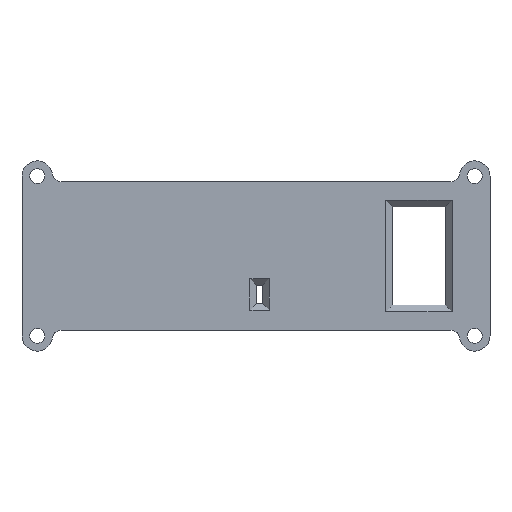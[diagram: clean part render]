
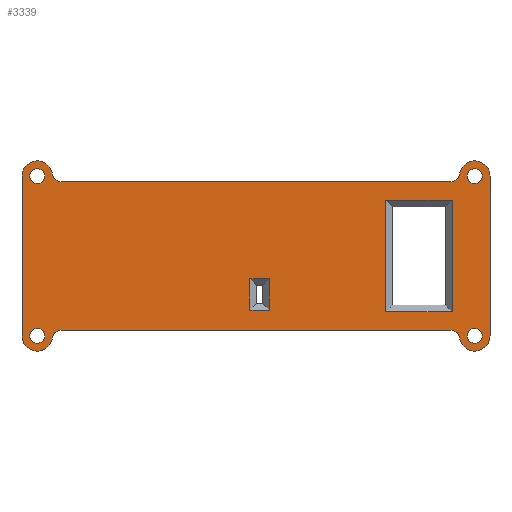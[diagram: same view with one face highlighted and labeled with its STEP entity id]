
A CAD part, top view. The second image highlights one B-rep face of the part: STEP entity #3339.
In plain terms, the highlighted planar face has unit normal (0, 0, 1).
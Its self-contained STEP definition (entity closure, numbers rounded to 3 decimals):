
#239=FACE_BOUND('',#523,.T.);
#240=FACE_BOUND('',#524,.T.);
#241=FACE_BOUND('',#525,.T.);
#242=FACE_BOUND('',#526,.T.);
#243=FACE_BOUND('',#527,.T.);
#244=FACE_BOUND('',#528,.T.);
#269=CIRCLE('',#3547,2.);
#270=CIRCLE('',#3548,3.5);
#271=CIRCLE('',#3549,3.5);
#272=CIRCLE('',#3550,2.);
#273=CIRCLE('',#3551,2.);
#274=CIRCLE('',#3552,3.5);
#275=CIRCLE('',#3553,3.5);
#276=CIRCLE('',#3554,2.);
#277=CIRCLE('',#3555,1.7);
#278=CIRCLE('',#3556,1.7);
#279=CIRCLE('',#3557,1.7);
#280=CIRCLE('',#3558,1.7);
#329=FACE_OUTER_BOUND('',#522,.T.);
#522=EDGE_LOOP('',(#2246,#2247,#2248,#2249,#2250,#2251,#2252,#2253,#2254,
#2255,#2256,#2257));
#523=EDGE_LOOP('',(#2258));
#524=EDGE_LOOP('',(#2259));
#525=EDGE_LOOP('',(#2260));
#526=EDGE_LOOP('',(#2261));
#527=EDGE_LOOP('',(#2262,#2263,#2264,#2265));
#528=EDGE_LOOP('',(#2266,#2267,#2268,#2269));
#739=LINE('',#4414,#1061);
#744=LINE('',#4424,#1066);
#746=LINE('',#4428,#1068);
#749=LINE('',#4433,#1071);
#756=LINE('',#4452,#1078);
#757=LINE('',#4458,#1079);
#758=LINE('',#4464,#1080);
#759=LINE('',#4469,#1081);
#760=LINE('',#4480,#1082);
#761=LINE('',#4482,#1083);
#762=LINE('',#4484,#1084);
#763=LINE('',#4485,#1085);
#1061=VECTOR('',#3726,10.);
#1066=VECTOR('',#3733,10.);
#1068=VECTOR('',#3737,10.);
#1071=VECTOR('',#3742,10.);
#1078=VECTOR('',#3759,10.);
#1079=VECTOR('',#3764,10.);
#1080=VECTOR('',#3769,10.);
#1081=VECTOR('',#3774,10.);
#1082=VECTOR('',#3783,10.);
#1083=VECTOR('',#3784,10.);
#1084=VECTOR('',#3785,10.);
#1085=VECTOR('',#3786,10.);
#1383=VERTEX_POINT('',#4412);
#1384=VERTEX_POINT('',#4413);
#1388=VERTEX_POINT('',#4423);
#1389=VERTEX_POINT('',#4427);
#1394=VERTEX_POINT('',#4446);
#1395=VERTEX_POINT('',#4447);
#1396=VERTEX_POINT('',#4449);
#1397=VERTEX_POINT('',#4451);
#1398=VERTEX_POINT('',#4453);
#1399=VERTEX_POINT('',#4455);
#1400=VERTEX_POINT('',#4457);
#1401=VERTEX_POINT('',#4459);
#1402=VERTEX_POINT('',#4461);
#1403=VERTEX_POINT('',#4463);
#1404=VERTEX_POINT('',#4465);
#1405=VERTEX_POINT('',#4467);
#1406=VERTEX_POINT('',#4470);
#1407=VERTEX_POINT('',#4472);
#1408=VERTEX_POINT('',#4474);
#1409=VERTEX_POINT('',#4476);
#1410=VERTEX_POINT('',#4478);
#1411=VERTEX_POINT('',#4479);
#1412=VERTEX_POINT('',#4481);
#1413=VERTEX_POINT('',#4483);
#1716=EDGE_CURVE('',#1383,#1384,#739,.T.);
#1721=EDGE_CURVE('',#1384,#1388,#744,.T.);
#1723=EDGE_CURVE('',#1389,#1383,#746,.T.);
#1726=EDGE_CURVE('',#1388,#1389,#749,.T.);
#1733=EDGE_CURVE('',#1394,#1395,#269,.T.);
#1734=EDGE_CURVE('',#1394,#1396,#270,.T.);
#1735=EDGE_CURVE('',#1396,#1397,#756,.T.);
#1736=EDGE_CURVE('',#1397,#1398,#271,.T.);
#1737=EDGE_CURVE('',#1399,#1398,#272,.T.);
#1738=EDGE_CURVE('',#1399,#1400,#757,.T.);
#1739=EDGE_CURVE('',#1401,#1400,#273,.T.);
#1740=EDGE_CURVE('',#1401,#1402,#274,.T.);
#1741=EDGE_CURVE('',#1402,#1403,#758,.T.);
#1742=EDGE_CURVE('',#1403,#1404,#275,.T.);
#1743=EDGE_CURVE('',#1405,#1404,#276,.T.);
#1744=EDGE_CURVE('',#1405,#1395,#759,.T.);
#1745=EDGE_CURVE('',#1406,#1406,#277,.T.);
#1746=EDGE_CURVE('',#1407,#1407,#278,.T.);
#1747=EDGE_CURVE('',#1408,#1408,#279,.T.);
#1748=EDGE_CURVE('',#1409,#1409,#280,.T.);
#1749=EDGE_CURVE('',#1410,#1411,#760,.T.);
#1750=EDGE_CURVE('',#1412,#1410,#761,.T.);
#1751=EDGE_CURVE('',#1413,#1412,#762,.T.);
#1752=EDGE_CURVE('',#1411,#1413,#763,.T.);
#2246=ORIENTED_EDGE('',*,*,#1733,.F.);
#2247=ORIENTED_EDGE('',*,*,#1734,.T.);
#2248=ORIENTED_EDGE('',*,*,#1735,.T.);
#2249=ORIENTED_EDGE('',*,*,#1736,.T.);
#2250=ORIENTED_EDGE('',*,*,#1737,.F.);
#2251=ORIENTED_EDGE('',*,*,#1738,.T.);
#2252=ORIENTED_EDGE('',*,*,#1739,.F.);
#2253=ORIENTED_EDGE('',*,*,#1740,.T.);
#2254=ORIENTED_EDGE('',*,*,#1741,.T.);
#2255=ORIENTED_EDGE('',*,*,#1742,.T.);
#2256=ORIENTED_EDGE('',*,*,#1743,.F.);
#2257=ORIENTED_EDGE('',*,*,#1744,.T.);
#2258=ORIENTED_EDGE('',*,*,#1745,.T.);
#2259=ORIENTED_EDGE('',*,*,#1746,.T.);
#2260=ORIENTED_EDGE('',*,*,#1747,.T.);
#2261=ORIENTED_EDGE('',*,*,#1748,.T.);
#2262=ORIENTED_EDGE('',*,*,#1749,.F.);
#2263=ORIENTED_EDGE('',*,*,#1750,.F.);
#2264=ORIENTED_EDGE('',*,*,#1751,.F.);
#2265=ORIENTED_EDGE('',*,*,#1752,.F.);
#2266=ORIENTED_EDGE('',*,*,#1716,.F.);
#2267=ORIENTED_EDGE('',*,*,#1723,.F.);
#2268=ORIENTED_EDGE('',*,*,#1726,.F.);
#2269=ORIENTED_EDGE('',*,*,#1721,.F.);
#3240=PLANE('',#3546);
#3339=ADVANCED_FACE('',(#329,#239,#240,#241,#242,#243,#244),#3240,.T.);
#3546=AXIS2_PLACEMENT_3D('',#4445,#3753,#3754);
#3547=AXIS2_PLACEMENT_3D('',#4448,#3755,#3756);
#3548=AXIS2_PLACEMENT_3D('',#4450,#3757,#3758);
#3549=AXIS2_PLACEMENT_3D('',#4454,#3760,#3761);
#3550=AXIS2_PLACEMENT_3D('',#4456,#3762,#3763);
#3551=AXIS2_PLACEMENT_3D('',#4460,#3765,#3766);
#3552=AXIS2_PLACEMENT_3D('',#4462,#3767,#3768);
#3553=AXIS2_PLACEMENT_3D('',#4466,#3770,#3771);
#3554=AXIS2_PLACEMENT_3D('',#4468,#3772,#3773);
#3555=AXIS2_PLACEMENT_3D('',#4471,#3775,#3776);
#3556=AXIS2_PLACEMENT_3D('',#4473,#3777,#3778);
#3557=AXIS2_PLACEMENT_3D('',#4475,#3779,#3780);
#3558=AXIS2_PLACEMENT_3D('',#4477,#3781,#3782);
#3726=DIRECTION('',(0.,-1.,0.));
#3733=DIRECTION('',(1.,0.,0.));
#3737=DIRECTION('',(-1.,0.,0.));
#3742=DIRECTION('',(0.,1.,0.));
#3753=DIRECTION('center_axis',(0.,0.,1.));
#3754=DIRECTION('ref_axis',(1.,0.,0.));
#3755=DIRECTION('center_axis',(0.,0.,
1.));
#3756=DIRECTION('ref_axis',(0.991,0.136,0.));
#3757=DIRECTION('center_axis',(0.,0.,
1.));
#3758=DIRECTION('ref_axis',(-0.991,-0.136,0.));
#3759=DIRECTION('',(0.,1.,0.));
#3760=DIRECTION('center_axis',(0.,0.,
1.));
#3761=DIRECTION('ref_axis',(1.,0.,0.));
#3762=DIRECTION('center_axis',(0.,0.,
1.));
#3763=DIRECTION('ref_axis',(0.,-1.,0.));
#3764=DIRECTION('',(-1.,0.,0.));
#3765=DIRECTION('center_axis',(0.,0.,
1.));
#3766=DIRECTION('ref_axis',(-0.991,-0.136,0.));
#3767=DIRECTION('center_axis',(0.,0.,
1.));
#3768=DIRECTION('ref_axis',(0.991,0.136,0.));
#3769=DIRECTION('',(0.,-1.,0.));
#3770=DIRECTION('center_axis',(0.,0.,
1.));
#3771=DIRECTION('ref_axis',(-1.,0.,0.));
#3772=DIRECTION('center_axis',(0.,0.,
1.));
#3773=DIRECTION('ref_axis',(0.,1.,0.));
#3774=DIRECTION('',(1.,0.,0.));
#3775=DIRECTION('center_axis',(0.,0.,-1.));
#3776=DIRECTION('ref_axis',(1.,0.,0.));
#3777=DIRECTION('center_axis',(0.,0.,-1.));
#3778=DIRECTION('ref_axis',(1.,0.,0.));
#3779=DIRECTION('center_axis',(0.,0.,-1.));
#3780=DIRECTION('ref_axis',(1.,0.,0.));
#3781=DIRECTION('center_axis',(0.,0.,-1.));
#3782=DIRECTION('ref_axis',(1.,0.,0.));
#3783=DIRECTION('',(1.,0.,0.));
#3784=DIRECTION('',(0.,-1.,0.));
#3785=DIRECTION('',(-1.,0.,0.));
#3786=DIRECTION('',(0.,1.,0.));
#4412=CARTESIAN_POINT('',(-1.379,-5.197,8.));
#4413=CARTESIAN_POINT('',(-1.379,-12.397,8.));
#4414=CARTESIAN_POINT('',(-1.379,-3.349,8.));
#4423=CARTESIAN_POINT('',(3.021,-12.397,8.));
#4424=CARTESIAN_POINT('',(0.06,-12.397,8.));
#4427=CARTESIAN_POINT('',(3.021,-5.197,8.));
#4428=CARTESIAN_POINT('',(0.76,-5.197,8.));
#4433=CARTESIAN_POINT('',(3.021,-5.449,8.));
#4445=CARTESIAN_POINT('Origin',(0.,0.,8.));
#4446=CARTESIAN_POINT('',(46.533,-18.727,8.));
#4447=CARTESIAN_POINT('',(44.551,-17.,8.));
#4448=CARTESIAN_POINT('Origin',(44.551,-19.,8.));
#4449=CARTESIAN_POINT('',(53.5,-18.25,8.));
#4450=CARTESIAN_POINT('Origin',(50.,-18.25,8.));
#4451=CARTESIAN_POINT('',(53.5,18.25,8.));
#4452=CARTESIAN_POINT('',(53.5,-18.25,8.));
#4453=CARTESIAN_POINT('',(46.533,18.727,8.));
#4454=CARTESIAN_POINT('Origin',(50.,18.25,8.));
#4455=CARTESIAN_POINT('',(44.551,17.,8.));
#4456=CARTESIAN_POINT('Origin',(44.551,19.,8.));
#4457=CARTESIAN_POINT('',(-44.551,17.,8.));
#4458=CARTESIAN_POINT('',(45.057,17.,8.));
#4459=CARTESIAN_POINT('',(-46.533,18.727,8.));
#4460=CARTESIAN_POINT('Origin',(-44.551,19.,8.));
#4461=CARTESIAN_POINT('',(-53.5,18.25,8.));
#4462=CARTESIAN_POINT('Origin',(-50.,18.25,8.));
#4463=CARTESIAN_POINT('',(-53.5,-18.25,8.));
#4464=CARTESIAN_POINT('',(-53.5,-12.56,8.));
#4465=CARTESIAN_POINT('',(-46.533,-18.727,8.));
#4466=CARTESIAN_POINT('Origin',(-50.,-18.25,8.));
#4467=CARTESIAN_POINT('',(-44.551,-17.,8.));
#4468=CARTESIAN_POINT('Origin',(-44.551,-19.,8.));
#4469=CARTESIAN_POINT('',(-45.057,-17.,8.));
#4470=CARTESIAN_POINT('',(48.3,18.25,8.));
#4471=CARTESIAN_POINT('Origin',(50.,18.25,8.));
#4472=CARTESIAN_POINT('',(-51.7,-18.25,8.));
#4473=CARTESIAN_POINT('Origin',(-50.,-18.25,8.));
#4474=CARTESIAN_POINT('',(-51.7,18.25,8.));
#4475=CARTESIAN_POINT('Origin',(-50.,18.25,8.));
#4476=CARTESIAN_POINT('',(48.3,-18.25,8.));
#4477=CARTESIAN_POINT('Origin',(50.,-18.25,8.));
#4478=CARTESIAN_POINT('',(29.64,-12.75,8.));
#4479=CARTESIAN_POINT('',(44.86,-12.75,8.));
#4480=CARTESIAN_POINT('',(21.68,-12.75,8.));
#4481=CARTESIAN_POINT('',(29.64,12.75,8.));
#4482=CARTESIAN_POINT('',(29.64,-5.625,8.));
#4483=CARTESIAN_POINT('',(44.86,12.75,8.));
#4484=CARTESIAN_POINT('',(15.57,12.75,8.));
#4485=CARTESIAN_POINT('',(44.86,5.625,8.));
